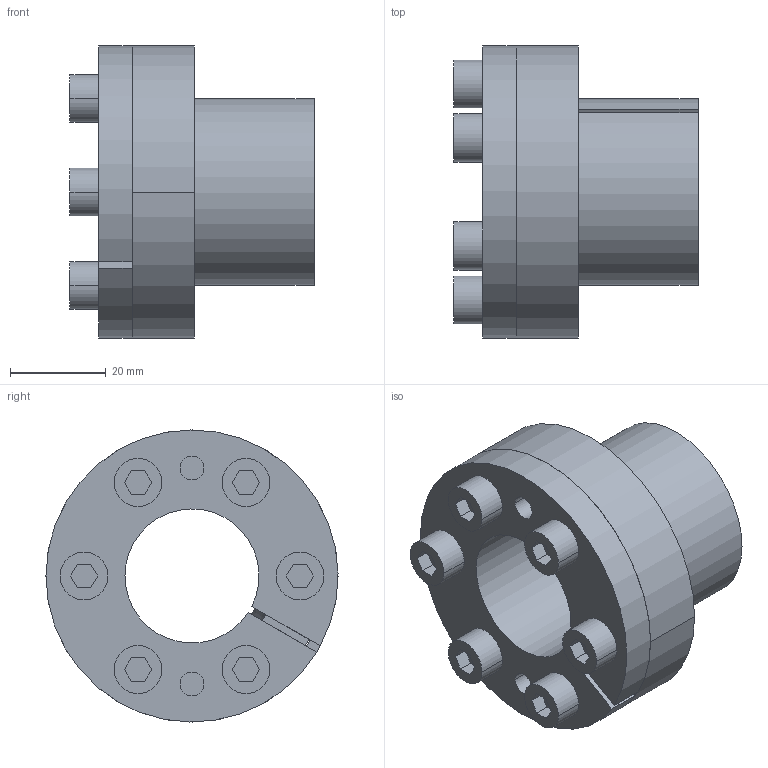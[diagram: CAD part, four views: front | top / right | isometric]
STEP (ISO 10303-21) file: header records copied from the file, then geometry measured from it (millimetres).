
FILE_DESCRIPTION((''),'2;1');
FILE_NAME('082505028039_INT_ASM','2006-02-22T',('Rathmann'),(''),'PRO/ENGINEER BY PARAMETRIC TECHNOLOGY CORPORATION, 2005180','PRO/ENGINEER BY PARAMETRIC TECHNOLOGY CORPORATION, 2005180','');
FILE_SCHEMA(('AUTOMOTIVE_DESIGN_CC2 { 1 2 10303 214 -1 1 5 2 }'));
Length unit declared in the file: millimetre
Products named in the file (5): 082505028039AX_INT; 082505028039A_INT; 082505028039IR_INT; DIN912-M6X18_INT; 082505028039_INT_ASM
Assembly tree (9 placements, depth 2):
  082505028039_INT_ASM
    082505028039AX_INT
    082505028039A_INT
    082505028039IR_INT
    DIN912-M6X18_INT  x6
Bounding box: 51 x 61 x 61 mm (x, y, z)
Volume: 56066.9 mm3; surface area: 36046.8 mm2
Topology: 9 solids, 9 shells, 146 faces, 360 edges, 268 vertices
Faces by surface type: plane 72, cylinder 60, cone 14
Entity records: 2479 total; most frequent: DIRECTION 449, CARTESIAN_POINT 406, ORIENTED_EDGE 332, AXIS2_PLACEMENT_3D 177, EDGE_CURVE 166, VERTEX_POINT 110, EDGE_LOOP 98, VECTOR 95
